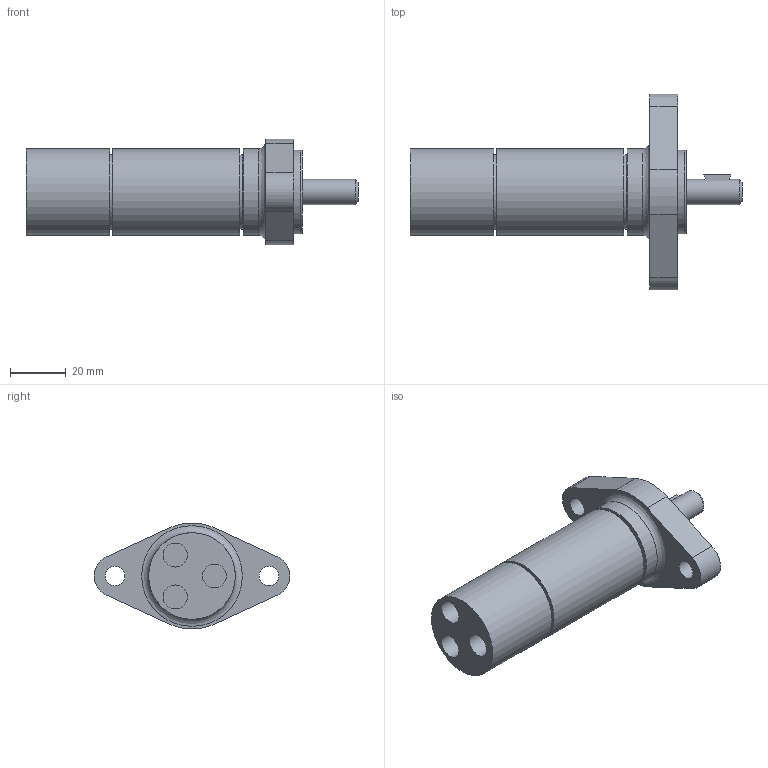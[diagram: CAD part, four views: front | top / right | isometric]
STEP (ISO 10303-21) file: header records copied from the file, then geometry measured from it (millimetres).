
FILE_DESCRIPTION((''),'2;1');
FILE_NAME('MUD 9-1300_29906455.stp','2009-06-04T09:52:53',('rmorof'),(''),'Autodesk Inventor 2008','Autodesk Inventor 2008','');
FILE_SCHEMA(('CONFIG_CONTROL_DESIGN'));
Length unit declared in the file: millimetre
Products named in the file (1): MUD 9-1300_29906455
Bounding box: 118.7 x 70 x 37.86 mm (x, y, z)
Volume: 82659.5 mm3; surface area: 16395.8 mm2
Topology: 1 solids, 1 shells, 50 faces, 114 edges, 76 vertices
Faces by surface type: plane 23, cylinder 14, bspline 10, cone 3
Full cylindrical faces by diameter (mm): 9 x1, 26.8 x2, 28 x1, 30 x1, 31 x3
Entity records: 1484 total; most frequent: CARTESIAN_POINT 408, DIRECTION 210, ORIENTED_EDGE 158, AXIS2_PLACEMENT_3D 92, EDGE_LOOP 88, EDGE_CURVE 79, VERTEX_POINT 63, CIRCLE 51
